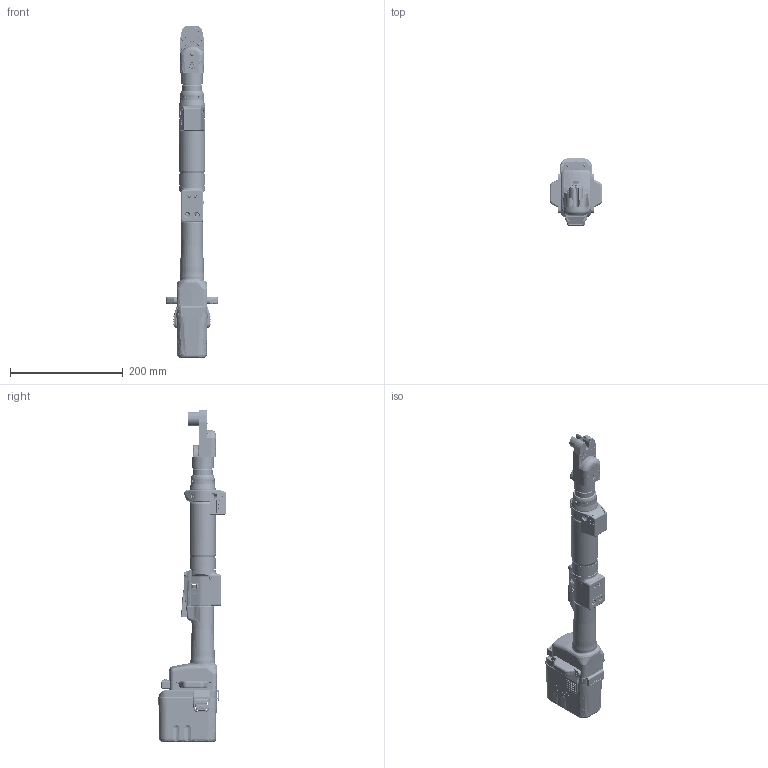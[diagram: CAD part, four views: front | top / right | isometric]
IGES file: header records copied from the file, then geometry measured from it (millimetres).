
Start section:  PTC IGES file: 47btysb30t3.igs
Global section: file name: 47btysb30t3.igs; native system: Pro/ENGINEER by Parametric Technology Corporation; preprocessor: 2010140; author: k62ak; organization: Unknown; date: 20140910.071744; units: millimetre
Bounding box: 93.5 x 119.78 x 587.71 mm (x, y, z)
Volume: 392269.2 mm3; surface area: 322955.4 mm2
Topology: 12 solids, 12 shells, 12005 faces, 33464 edges, 21861 vertices
Faces by surface type: bspline 9776, revolution 2161, extrusion 68
